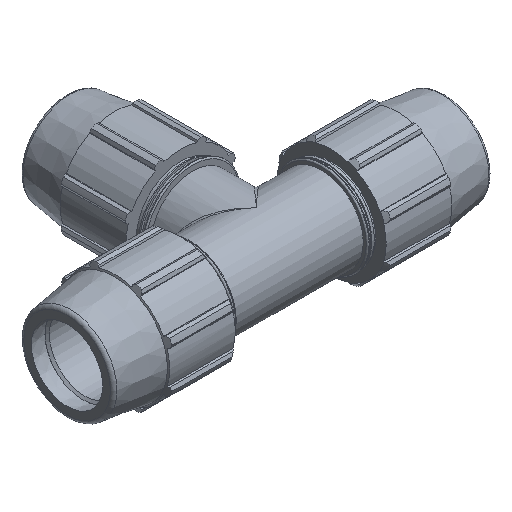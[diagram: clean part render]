
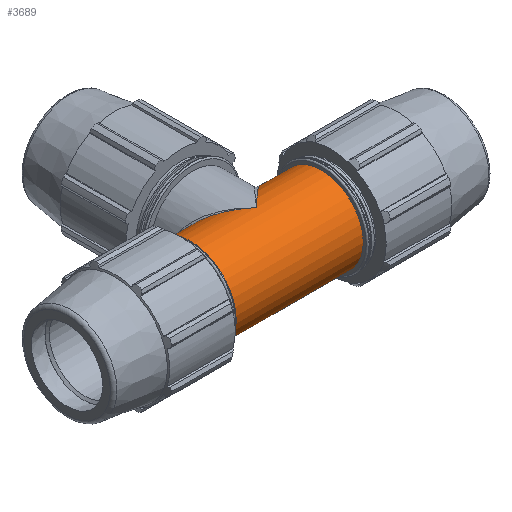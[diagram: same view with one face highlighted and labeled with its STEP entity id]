
A CAD part, isometric view. The second image highlights one B-rep face of the part: STEP entity #3689.
In plain terms, the highlighted cylindrical face has radius 64.481 mm (diameter 128.963 mm), a full revolution.
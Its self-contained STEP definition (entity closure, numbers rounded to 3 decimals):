
#823=CYLINDRICAL_SURFACE('',#3939,64.481);
#902=FACE_BOUND('',#1390,.T.);
#903=FACE_BOUND('',#1391,.T.);
#954=CIRCLE('',#3909,64.481);
#960=CIRCLE('',#3920,64.481);
#1148=FACE_OUTER_BOUND('',#1389,.T.);
#1389=EDGE_LOOP('',(#2616));
#1390=EDGE_LOOP('',(#2617,#2618));
#1391=EDGE_LOOP('',(#2619));
#1647=ELLIPSE('',#3900,95.159,64.481);
#1649=ELLIPSE('',#3902,95.159,64.481);
#1652=VERTEX_POINT('',#5474);
#1653=VERTEX_POINT('',#5475);
#1657=VERTEX_POINT('',#5573);
#1663=VERTEX_POINT('',#5590);
#2036=EDGE_CURVE('',#1653,#1652,#1647,.T.);
#2038=EDGE_CURVE('',#1652,#1653,#1649,.T.);
#2042=EDGE_CURVE('',#1657,#1657,#954,.T.);
#2048=EDGE_CURVE('',#1663,#1663,#960,.T.);
#2616=ORIENTED_EDGE('',*,*,#2048,.F.);
#2617=ORIENTED_EDGE('',*,*,#2038,.F.);
#2618=ORIENTED_EDGE('',*,*,#2036,.F.);
#2619=ORIENTED_EDGE('',*,*,#2042,.F.);
#3689=ADVANCED_FACE('',(#1148,#902,#903),#823,.T.);
#3900=AXIS2_PLACEMENT_3D('',#5477,#4303,#4304);
#3902=AXIS2_PLACEMENT_3D('',#5563,#4307,#4308);
#3909=AXIS2_PLACEMENT_3D('',#5574,#4321,#4322);
#3920=AXIS2_PLACEMENT_3D('',#5591,#4343,#4344);
#3939=AXIS2_PLACEMENT_3D('',#5621,#4381,#4382);
#4303=DIRECTION('center_axis',(-0.678,0.735,0.));
#4304=DIRECTION('ref_axis',(0.735,0.678,0.));
#4307=DIRECTION('center_axis',(0.678,0.735,0.));
#4308=DIRECTION('ref_axis',(-0.735,0.678,0.));
#4321=DIRECTION('center_axis',(1.,0.,0.));
#4322=DIRECTION('ref_axis',(0.,0.,-1.));
#4343=DIRECTION('center_axis',(-1.,0.,0.));
#4344=DIRECTION('ref_axis',(0.,0.,-1.));
#4381=DIRECTION('center_axis',(-1.,0.,0.));
#4382=DIRECTION('ref_axis',(0.,-1.,0.));
#5474=CARTESIAN_POINT('',(0.,0.,-64.481));
#5475=CARTESIAN_POINT('',(0.,0.,64.481));
#5477=CARTESIAN_POINT('Origin',(0.,0.,0.));
#5563=CARTESIAN_POINT('Origin',(0.,0.,0.));
#5573=CARTESIAN_POINT('',(100.633,64.481,0.));
#5574=CARTESIAN_POINT('Origin',(100.633,0.,0.));
#5590=CARTESIAN_POINT('',(-100.633,-64.481,0.));
#5591=CARTESIAN_POINT('Origin',(-100.633,0.,
0.));
#5621=CARTESIAN_POINT('Origin',(-99.067,0.,
0.));
